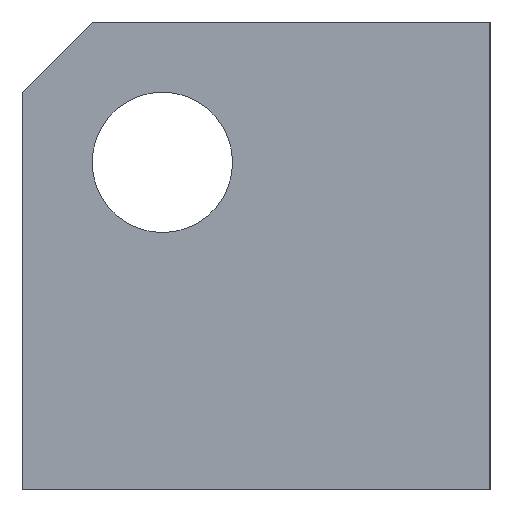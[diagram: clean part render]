
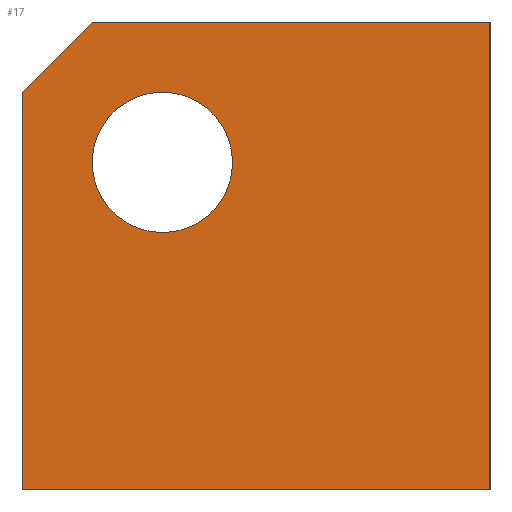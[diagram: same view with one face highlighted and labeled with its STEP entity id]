
A CAD part, left-side view. The second image highlights one B-rep face of the part: STEP entity #17.
In plain terms, the highlighted planar face has unit normal (-1, 0, 0).
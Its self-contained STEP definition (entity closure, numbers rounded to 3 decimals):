
#1 = DIRECTION ( 'NONE',  ( 0., -1., 0. ) ) ;
#3 = CARTESIAN_POINT ( 'NONE',  ( -40., 14., 11. ) ) ;
#17 = ADVANCED_FACE ( 'NONE', ( #619, #389 ), #168, .F. ) ;
#29 = VERTEX_POINT ( 'NONE', #372 ) ;
#34 = DIRECTION ( 'NONE',  ( 0., 0., -1. ) ) ;
#36 = ORIENTED_EDGE ( 'NONE', *, *, #254, .F. ) ;
#52 = VECTOR ( 'NONE', #1, 1000. ) ;
#62 = VECTOR ( 'NONE', #401, 1000. ) ;
#82 = VERTEX_POINT ( 'NONE', #672 ) ;
#111 = CARTESIAN_POINT ( 'NONE',  ( -40., 14., 17. ) ) ;
#114 = DIRECTION ( 'NONE',  ( 0., 0., 1. ) ) ;
#118 = VECTOR ( 'NONE', #209, 1000. ) ;
#124 = EDGE_CURVE ( 'NONE', #152, #443, #460, .T. ) ;
#147 = DIRECTION ( 'NONE',  ( 0., 0., -1. ) ) ;
#152 = VERTEX_POINT ( 'NONE', #3 ) ;
#154 = CARTESIAN_POINT ( 'NONE',  ( -40., 0., 2. ) ) ;
#158 = ORIENTED_EDGE ( 'NONE', *, *, #369, .F. ) ;
#160 = DIRECTION ( 'NONE',  ( -1., 0., 0. ) ) ;
#162 = LINE ( 'NONE', #618, #52 ) ;
#168 = PLANE ( 'NONE',  #700 ) ;
#191 = EDGE_LOOP ( 'NONE', ( #721, #423, #595, #381, #36 ) ) ;
#205 = ORIENTED_EDGE ( 'NONE', *, *, #124, .F. ) ;
#209 = DIRECTION ( 'NONE',  ( 0., 0.707, -0.707 ) ) ;
#215 = CARTESIAN_POINT ( 'NONE',  ( -40., 0., 0. ) ) ;
#227 = EDGE_CURVE ( 'NONE', #718, #681, #373, .T. ) ;
#236 = CARTESIAN_POINT ( 'NONE',  ( -40., 20., 17. ) ) ;
#245 = EDGE_CURVE ( 'NONE', #321, #718, #544, .T. ) ;
#246 = AXIS2_PLACEMENT_3D ( 'NONE', #499, #160, #114 ) ;
#253 = CIRCLE ( 'NONE', #628, 3. ) ;
#254 = EDGE_CURVE ( 'NONE', #82, #29, #255, .T. ) ;
#255 = LINE ( 'NONE', #379, #465 ) ;
#282 = VECTOR ( 'NONE', #34, 1000. ) ;
#297 = EDGE_CURVE ( 'NONE', #681, #29, #455, .T. ) ;
#321 = VERTEX_POINT ( 'NONE', #559 ) ;
#338 = DIRECTION ( 'NONE',  ( -1., 0., 0. ) ) ;
#341 = EDGE_CURVE ( 'NONE', #321, #82, #162, .T. ) ;
#369 = EDGE_CURVE ( 'NONE', #443, #152, #253, .T. ) ;
#372 = CARTESIAN_POINT ( 'NONE',  ( -40., 0., 0. ) ) ;
#373 = LINE ( 'NONE', #426, #282 ) ;
#379 = CARTESIAN_POINT ( 'NONE',  ( -40., 0., 2. ) ) ;
#381 = ORIENTED_EDGE ( 'NONE', *, *, #297, .T. ) ;
#389 = FACE_OUTER_BOUND ( 'NONE', #191, .T. ) ;
#401 = DIRECTION ( 'NONE',  ( 0., -1., 0. ) ) ;
#423 = ORIENTED_EDGE ( 'NONE', *, *, #245, .T. ) ;
#426 = CARTESIAN_POINT ( 'NONE',  ( -40., 20., 2. ) ) ;
#443 = VERTEX_POINT ( 'NONE', #111 ) ;
#455 = LINE ( 'NONE', #215, #62 ) ;
#460 = CIRCLE ( 'NONE', #246, 3. ) ;
#465 = VECTOR ( 'NONE', #666, 1000. ) ;
#470 = CARTESIAN_POINT ( 'NONE',  ( -40., 20., 0. ) ) ;
#499 = CARTESIAN_POINT ( 'NONE',  ( -40., 14., 14. ) ) ;
#544 = LINE ( 'NONE', #722, #118 ) ;
#559 = CARTESIAN_POINT ( 'NONE',  ( -40., 17., 20. ) ) ;
#595 = ORIENTED_EDGE ( 'NONE', *, *, #227, .T. ) ;
#597 = EDGE_LOOP ( 'NONE', ( #158, #205 ) ) ;
#618 = CARTESIAN_POINT ( 'NONE',  ( -40., 0., 20. ) ) ;
#619 = FACE_BOUND ( 'NONE', #597, .T. ) ;
#628 = AXIS2_PLACEMENT_3D ( 'NONE', #629, #338, #639 ) ;
#629 = CARTESIAN_POINT ( 'NONE',  ( -40., 14., 14. ) ) ;
#639 = DIRECTION ( 'NONE',  ( 0., 0., 1. ) ) ;
#666 = DIRECTION ( 'NONE',  ( 0., 0., -1. ) ) ;
#672 = CARTESIAN_POINT ( 'NONE',  ( -40., 0., 20. ) ) ;
#677 = DIRECTION ( 'NONE',  ( 1., 0., 0. ) ) ;
#681 = VERTEX_POINT ( 'NONE', #470 ) ;
#700 = AXIS2_PLACEMENT_3D ( 'NONE', #154, #677, #147 ) ;
#718 = VERTEX_POINT ( 'NONE', #236 ) ;
#721 = ORIENTED_EDGE ( 'NONE', *, *, #341, .F. ) ;
#722 = CARTESIAN_POINT ( 'NONE',  ( -40., 20., 17. ) ) ;
